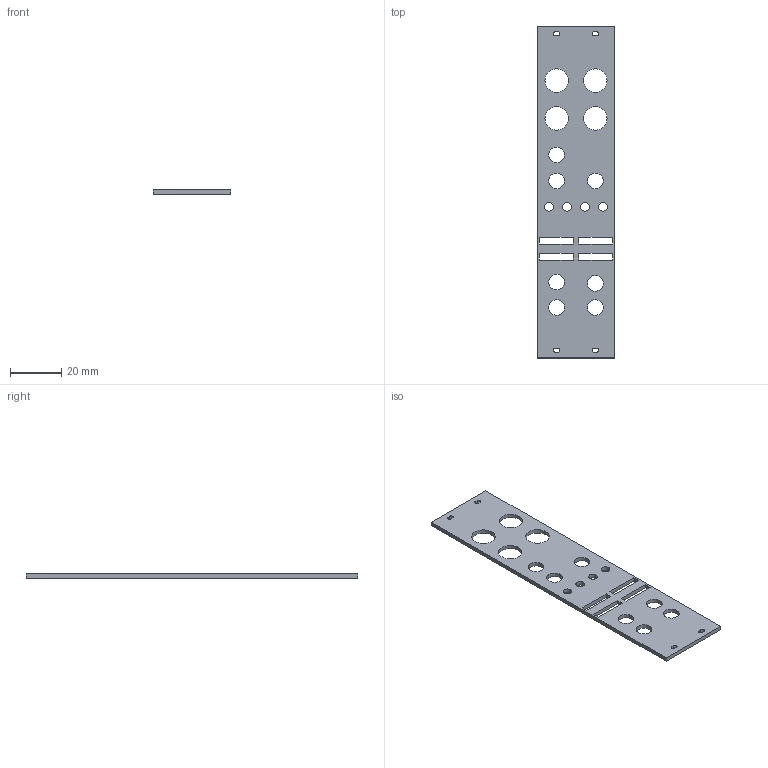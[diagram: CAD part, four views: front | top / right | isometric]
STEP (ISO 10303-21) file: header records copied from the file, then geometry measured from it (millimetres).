
FILE_DESCRIPTION(('KiCad electronic assembly'),'2;1');
FILE_NAME('curly-memory-face-plate-a0.step','2022-01-11T22:20:01',( 'Pcbnew'),('Kicad'),'Open CASCADE STEP processor 7.6', 'KiCad to STEP converter','Unknown');
FILE_SCHEMA(('AUTOMOTIVE_DESIGN { 1 0 10303 214 1 1 1 1 }'));
Length unit declared in the file: millimetre
Products named in the file (2): curly-memory-face-plate-a0 1; curly-memory-face-plate PCB
Assembly tree (1 placements, depth 2):
  curly-memory-face-plate-a0 1
    curly-memory-face-plate PCB
Bounding box: 30 x 129 x 1.6 mm (x, y, z)
Volume: 5146.9 mm3; surface area: 7653.8 mm2
Topology: 1 solids, 1 shells, 53 faces, 153 edges, 102 vertices
Faces by surface type: plane 30, cylinder 23
Full cylindrical faces by diameter (mm): 3.35 x4, 6.1 x7, 9.1 x4
Entity records: 3881 total; most frequent: CARTESIAN_POINT 616, DIRECTION 615, LINE 367, VECTOR 367, ORIENTED_EDGE 306, PCURVE 306, DEFINITIONAL_REPRESENTATION 306, EDGE_CURVE 153
